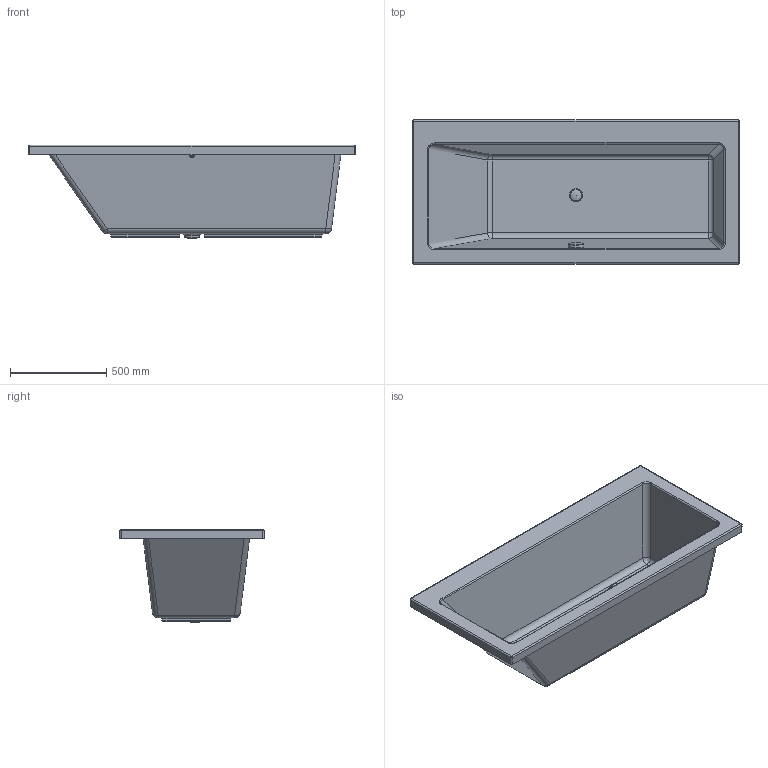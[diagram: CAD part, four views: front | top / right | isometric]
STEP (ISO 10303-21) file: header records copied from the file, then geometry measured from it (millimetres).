
FILE_DESCRIPTION((''),'2;1');
FILE_NAME('700133.stp','2007-10-06T06:58:06',('Huebner'),(''),'Autodesk Inventor 11','Autodesk Inventor 11','');
FILE_SCHEMA(('AUTOMOTIVE_DESIGN { 1 0 10303 214 1 1 1 1 }'));
Length unit declared in the file: millimetre
Products named in the file (5): 700133; Kelch; Stopfen; Verschluss_Ueberlauf
Assembly tree (4 placements, depth 2):
  700133
    700133
    Kelch
    Stopfen
    Verschluss_Ueberlauf
Bounding box: 1700 x 750 x 486 mm (x, y, z)
Volume: 44266577 mm3; surface area: 5544200.4 mm2
Topology: 4 solids, 4 shells, 182 faces, 414 edges, 226 vertices
Faces by surface type: cylinder 72, plane 52, bspline 29, sphere 16, torus 9, cone 4
Full cylindrical faces by diameter (mm): 15 x1, 25 x1, 42 x1, 44 x1, 52 x1, 60 x1, 74 x1, 79.999 x1
Entity records: 7067 total; most frequent: CARTESIAN_POINT 3135, DIRECTION 848, ORIENTED_EDGE 732, EDGE_CURVE 366, AXIS2_PLACEMENT_3D 337, VERTEX_POINT 220, EDGE_LOOP 216, FACE_OUTER_BOUND 182
